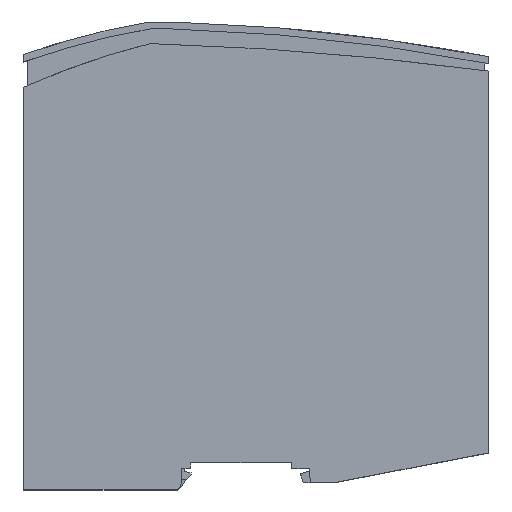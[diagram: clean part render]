
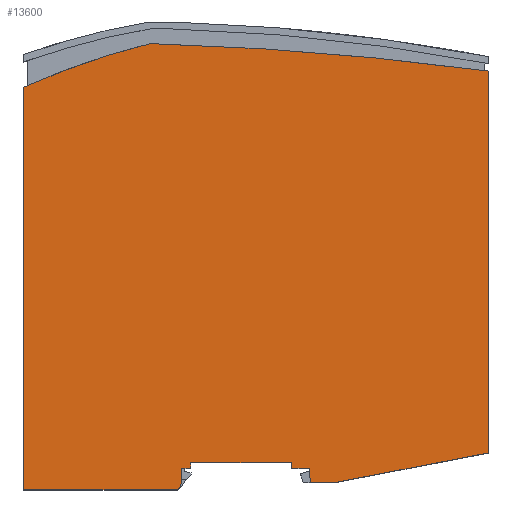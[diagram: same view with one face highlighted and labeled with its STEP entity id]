
A CAD part, top view. The second image highlights one B-rep face of the part: STEP entity #13600.
In plain terms, the highlighted planar face has unit normal (0, 0, 1).
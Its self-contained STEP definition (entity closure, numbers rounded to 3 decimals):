
#1470=CARTESIAN_POINT('',(0.293,-4.,45.));
#1480=VERTEX_POINT('',#1470);
#2160=CARTESIAN_POINT('',(0.084,0.,45.));
#2170=VERTEX_POINT('',#2160);
#2200=CARTESIAN_POINT('',(-3.103,60.808,45.));
#2210=DIRECTION('',(0.052,-0.999,-0.));
#2220=VECTOR('',#2210,1.);
#2230=LINE('',#2200,#2220);
#2240=EDGE_CURVE('',#2170,#1480,#2230,.T.);
#3330=CARTESIAN_POINT('',(-14.9,-4.,45.));
#3340=DIRECTION('',(1.,0.,0.));
#3350=VECTOR('',#3340,1.);
#3360=LINE('',#3330,#3350);
#3370=CARTESIAN_POINT('',(7.2,-4.,45.));
#3380=VERTEX_POINT('',#3370);
#3390=EDGE_CURVE('',#1480,#3380,#3360,.T.);
#3750=CARTESIAN_POINT('',(-4.916,0.,45.));
#3760=VERTEX_POINT('',#3750);
#3790=CARTESIAN_POINT('',(-14.9,0.,45.));
#3800=DIRECTION('',(1.,0.,0.));
#3810=VECTOR('',#3800,1.);
#3820=LINE('',#3790,#3810);
#3830=EDGE_CURVE('',#3760,#2170,#3820,.T.);
#4940=CARTESIAN_POINT('',(-33.2,1.6,45.));
#4950=VERTEX_POINT('',#4940);
#4980=CARTESIAN_POINT('',(-14.9,1.6,45.));
#4990=DIRECTION('',(-1.,0.,0.));
#5000=VECTOR('',#4990,1.);
#5010=LINE('',#4980,#5000);
#5020=CARTESIAN_POINT('',(-5.,1.6,45.));
#5030=VERTEX_POINT('',#5020);
#5040=EDGE_CURVE('',#5030,#4950,#5010,.T.);
#6580=CARTESIAN_POINT('',(-35.946,-5.001,45.));
#6590=VERTEX_POINT('',#6580);
#6820=CARTESIAN_POINT('',(-36.998,-6.,45.));
#6830=VERTEX_POINT('',#6820);
#6860=CARTESIAN_POINT('',(-14.9,14.971,45.));
#6870=DIRECTION('',(0.725,0.688,0.));
#6880=VECTOR('',#6870,1.);
#6890=LINE('',#6860,#6880);
#6900=EDGE_CURVE('',#6830,#6590,#6890,.T.);
#7040=CARTESIAN_POINT('',(-35.684,0.,45.));
#7050=VERTEX_POINT('',#7040);
#7080=CARTESIAN_POINT('',(-14.9,0.,45.));
#7090=DIRECTION('',(1.,0.,0.));
#7100=VECTOR('',#7090,1.);
#7110=LINE('',#7080,#7100);
#7120=CARTESIAN_POINT('',(-33.284,0.,45.));
#7130=VERTEX_POINT('',#7120);
#7140=EDGE_CURVE('',#7050,#7130,#7110,.T.);
#7370=CARTESIAN_POINT('',(-30.097,60.808,45.));
#7380=DIRECTION('',(0.052,0.999,0.));
#7390=VECTOR('',#7380,1.);
#7400=LINE('',#7370,#7390);
#7410=EDGE_CURVE('',#7130,#4950,#7400,.T.);
#7610=CARTESIAN_POINT('',(-8.103,60.808,45.));
#7620=DIRECTION('',(0.052,-0.999,-0.));
#7630=VECTOR('',#7620,1.);
#7640=LINE('',#7610,#7630);
#7650=EDGE_CURVE('',#5030,#3760,#7640,.T.);
#9190=CARTESIAN_POINT('',(-32.497,60.808,45.));
#9200=DIRECTION('',(0.052,0.999,0.));
#9210=VECTOR('',#9200,1.);
#9220=LINE('',#9190,#9210);
#9230=EDGE_CURVE('',#6590,#7050,#9220,.T.);
#12960=CARTESIAN_POINT('',(-14.9,60.808,45.));
#12970=DIRECTION('',(0.,0.,-1.));
#12980=DIRECTION('',(-1.,0.,0.));
#12990=AXIS2_PLACEMENT_3D('',#12960,#12970,#12980);
#13000=PLANE('',#12990);
#13010=CARTESIAN_POINT('',(50.1,60.808,45.));
#13020=DIRECTION('',(0.,-1.,0.));
#13030=VECTOR('',#13020,1.);
#13040=LINE('',#13010,#13030);
#13050=CARTESIAN_POINT('',(50.1,111.249,45.));
#13060=VERTEX_POINT('',#13050);
#13070=CARTESIAN_POINT('',(50.1,4.339,45.));
#13080=VERTEX_POINT('',#13070);
#13090=EDGE_CURVE('',#13060,#13080,#13040,.T.);
#13100=ORIENTED_EDGE('',*,*,#13090,.F.);
#13110=CARTESIAN_POINT('',(-14.9,-8.296,45.));
#13120=DIRECTION('',(-0.982,-0.191,0.));
#13130=VECTOR('',#13120,1.);
#13140=LINE('',#13110,#13130);
#13150=EDGE_CURVE('',#13080,#3380,#13140,.T.);
#13160=ORIENTED_EDGE('',*,*,#13150,.F.);
#13170=ORIENTED_EDGE('',*,*,#3390,.T.);
#13180=ORIENTED_EDGE('',*,*,#2240,.T.);
#13190=ORIENTED_EDGE('',*,*,#3830,.T.);
#13200=ORIENTED_EDGE('',*,*,#7650,.T.);
#13210=ORIENTED_EDGE('',*,*,#5040,.F.);
#13220=ORIENTED_EDGE('',*,*,#7410,.T.);
#13230=ORIENTED_EDGE('',*,*,#7140,.T.);
#13240=ORIENTED_EDGE('',*,*,#9230,.T.);
#13250=ORIENTED_EDGE('',*,*,#6900,.T.);
#13260=CARTESIAN_POINT('',(-14.9,-6.,45.));
#13270=DIRECTION('',(1.,0.,0.));
#13280=VECTOR('',#13270,1.);
#13290=LINE('',#13260,#13280);
#13300=CARTESIAN_POINT('',(-79.9,-6.,45.));
#13310=VERTEX_POINT('',#13300);
#13320=EDGE_CURVE('',#13310,#6830,#13290,.T.);
#13330=ORIENTED_EDGE('',*,*,#13320,.T.);
#13340=CARTESIAN_POINT('',(-79.9,60.808,45.));
#13350=DIRECTION('',(0.,1.,0.));
#13360=VECTOR('',#13350,1.);
#13370=LINE('',#13340,#13360);
#13380=CARTESIAN_POINT('',(-79.9,106.699,45.));
#13390=VERTEX_POINT('',#13380);
#13400=EDGE_CURVE('',#13310,#13390,#13370,.T.);
#13410=ORIENTED_EDGE('',*,*,#13400,.F.);
#13420=CARTESIAN_POINT('',(2.933,-75.284,45.));
#13430=DIRECTION('',(0.,0.,-1.));
#13440=DIRECTION('',(-0.409,0.912,0.));
#13450=AXIS2_PLACEMENT_3D('',#13420,#13430,#13440);
#13460=CIRCLE('',#13450,199.948);
#13470=CARTESIAN_POINT('',(-44.535,118.947,45.));
#13480=VERTEX_POINT('',#13470);
#13490=EDGE_CURVE('',#13390,#13480,#13460,.T.);
#13500=ORIENTED_EDGE('',*,*,#13490,.F.);
#13510=CARTESIAN_POINT('',(-70.081,-780.638,45.));
#13520=DIRECTION('',(0.,0.,-1.));
#13530=DIRECTION('',(0.028,1.,0.));
#13540=AXIS2_PLACEMENT_3D('',#13510,#13520,#13530);
#13550=CIRCLE('',#13540,899.948);
#13560=EDGE_CURVE('',#13480,#13060,#13550,.T.);
#13570=ORIENTED_EDGE('',*,*,#13560,.F.);
#13580=EDGE_LOOP('',(#13570,#13500,#13410,#13330,#13250,#13240,#13230,
#13220,#13210,#13200,#13190,#13180,#13170,#13160,#13100));
#13590=FACE_OUTER_BOUND('',#13580,.T.);
#13600=ADVANCED_FACE('',(#13590),#13000,.F.);
